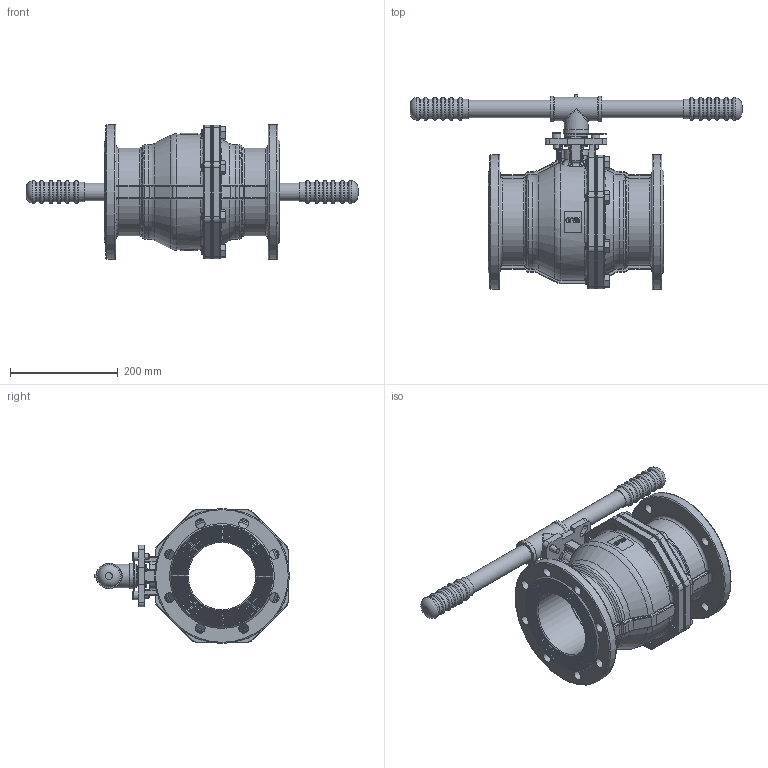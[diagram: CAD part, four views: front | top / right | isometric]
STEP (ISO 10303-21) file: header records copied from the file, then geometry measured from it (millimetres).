
FILE_DESCRIPTION(/* description */ ('Unknown'),/* implementation_level */ '2;1');
FILE_NAME(/* name */ '920-13',/* time_stamp */ '2022-07-01T08:57:19+02:00',/* author */ ('Unknown'),/* organization */ ('Unknown'),/* preprocessor_version */ 'ST-DEVELOPER v16.7',/* originating_system */ 'Solid Edge',/* authorisation */ 'Unknown');
FILE_SCHEMA (('AP242_MANAGED_MODEL_BASED_3D_ENGINEERING_MIM_LF { 1 0 10303 442 1 1 4 }','AUTOMOTIVE_DESIGN {1 0 10303 214 3 1 1}'));
Products named in the file (15): 8M.220.125_WESA 920-13; MV-24D-LZ-DN125; MV-24D-G(J)-DN125; MV-24D-FG-DN125; MV-24D-SBT-DN125; MV-24D-DD-DN125; MV-24D-DW-DN125; MV-24D-SB-DN125; MV-24D-FS-DN125; MV-24D-TXT-DN125; MV-24D-DS-DN125; MV-24D-PD-DN125; MV-24D-XWP-DN125; MV-24D-T(J)-DN125; MV-24D-FGM-DN125
Assembly tree (26 placements, depth 2):
  8M.220.125_WESA 920-13
    MV-24D-LZ-DN125  x8
    MV-24D-G(J)-DN125
    MV-24D-FG-DN125
    MV-24D-SBT-DN125  x2
    MV-24D-DD-DN125  x2
    MV-24D-DW-DN125  x2
    MV-24D-SB-DN125
    MV-24D-FS-DN125
    MV-24D-TXT-DN125
    MV-24D-DS-DN125  x3
    MV-24D-PD-DN125
    MV-24D-XWP-DN125
    MV-24D-T(J)-DN125
    MV-24D-FGM-DN125
Bounding box: 615.92 x 361.06 x 250 mm (x, y, z)
Volume: 4700705.4 mm3; surface area: 911557.9 mm2
Topology: 26 solids, 26 shells, 1444 faces, 3387 edges, 2059 vertices
Faces by surface type: plane 482, cylinder 340, cone 249, bspline 227, torus 144, sphere 2
Full cylindrical faces by diameter (mm): 2.9 x3, 5 x1, 5.1 x2, 6 x3, 10 x2, 12.2 x8, 14 x8, 15.5 x8, 16 x2, 18 x12, 22.8 x1, 25.5 x1, 27 x2, 27.2 x1, 27.5 x1, 27.6 x1, 28 x2, 32.6 x3, 34 x2, 35 x1, 36 x1, 36.6 x12, 42 x2, 44 x3, 47 x3, 54 x1, 125 x2, 129.5 x2, 157 x2, 198.4 x1
Entity records: 76381 total; most frequent: CARTESIAN_POINT 49212, ORIENTED_EDGE 5410, DIRECTION 5129, EDGE_CURVE 2705, AXIS2_PLACEMENT_3D 2059, VERTEX_POINT 1801, FACE_BOUND 1698, EDGE_LOOP 1697
